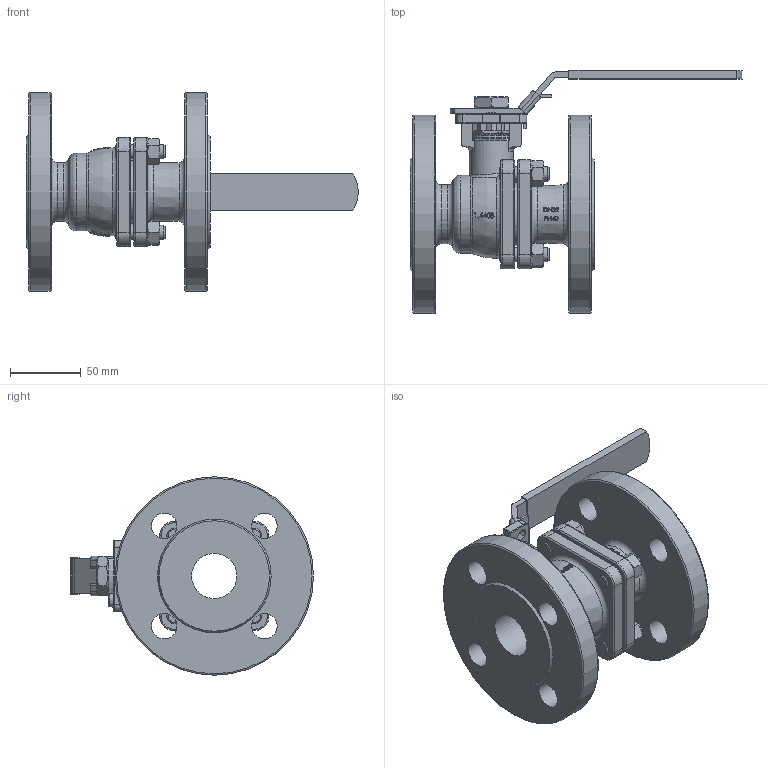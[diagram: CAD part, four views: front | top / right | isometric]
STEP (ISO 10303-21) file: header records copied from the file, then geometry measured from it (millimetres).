
FILE_DESCRIPTION(/* description */ ('Unknown'),/* implementation_level */ '2;1');
FILE_NAME(/* name */ '920_921_930-07',/* time_stamp */ '2020-11-02T09:37:54+01:00',/* author */ ('Unknown'),/* organization */ ('Unknown'),/* preprocessor_version */ 'ST-DEVELOPER v16.7',/* originating_system */ 'Solid Edge',/* authorisation */ 'Unknown');
FILE_SCHEMA (('AUTOMOTIVE_DESIGN {1 0 10303 214 3 1 1}'));
Products named in the file (11): 920_921_930-07; 概极; Hex thin nuts-Grades AB-Chamfered GB_GB_FASTENER_NUT_STNAB M16-N; 忒梟; Hex lobular socket head cap screws-4.8 GB_GB_HEXAGON_TYPE21 M6X14-14-
N; Hexagon nuts grade C GB_GB_FASTENER_NUT_SNC1 M6-N; 嘐隅え; Continous Stud_am_AM -- M10 x 35  N; Hex Nut Style 1_AM_B18.2.4.1M - Hex nut, Style 1,  M10 x 1.5, with 16
mm WAF --D-N; 滅侂菜え; 源諳菜え
Assembly tree (18 placements, depth 2):
  920_921_930-07
    概极
    Hex thin nuts-Grades AB-Chamfered GB_GB_FASTENER_NUT_STNAB M16-N  x2
    忒梟
    Hex lobular socket head cap screws-4.8 GB_GB_HEXAGON_TYPE21 M6X14-14-
N
    Hexagon nuts grade C GB_GB_FASTENER_NUT_SNC1 M6-N
    嘐隅え
    Continous Stud_am_AM -- M10 x 35  N  x4
    Hex Nut Style 1_AM_B18.2.4.1M - Hex nut, Style 1,  M10 x 1.5, with 16
mm WAF --D-N  x4
    滅侂菜え
    源諳菜え  x2
Bounding box: 234.32 x 171.5 x 140 mm (x, y, z)
Volume: 718689.6 mm3; surface area: 166329 mm2
Topology: 20 solids, 20 shells, 868 faces, 2215 edges, 1438 vertices
Faces by surface type: plane 342, bspline 200, cone 145, cylinder 141, torus 40
Full cylindrical faces by diameter (mm): 4.917 x1, 6 x1, 8.5 x4, 10 x16, 13.835 x2, 15 x1, 15.6 x2, 18 x8, 24 x2, 28.962 x2, 31 x1, 32 x1, 33 x1, 41.6 x1, 44.527 x1, 55 x1, 140 x2
Entity records: 42204 total; most frequent: CARTESIAN_POINT 24725, ORIENTED_EDGE 3796, DIRECTION 2974, EDGE_CURVE 1898, VERTEX_POINT 1283, AXIS2_PLACEMENT_3D 1037, FACE_BOUND 935, EDGE_LOOP 934
